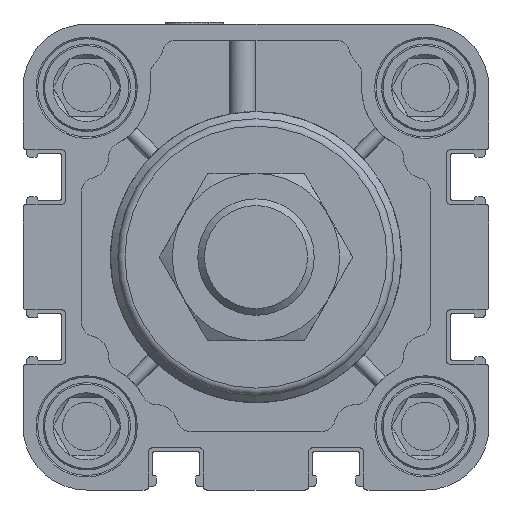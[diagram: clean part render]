
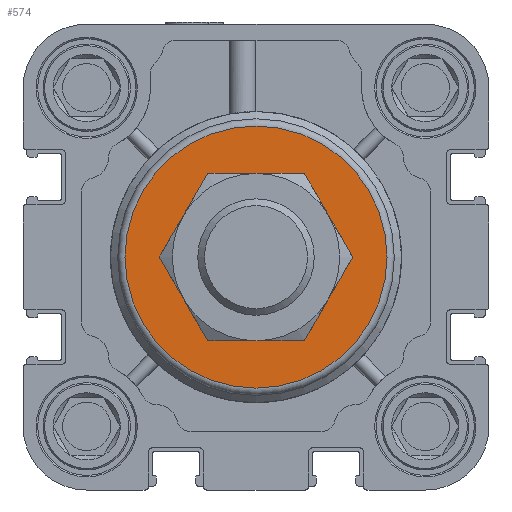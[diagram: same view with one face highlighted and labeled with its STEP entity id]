
A CAD part, left-side view. The second image highlights one B-rep face of the part: STEP entity #574.
In plain terms, the highlighted planar face has unit normal (-1, 0, 0).
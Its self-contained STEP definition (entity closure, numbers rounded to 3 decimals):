
#574 = ADVANCED_FACE( '', ( #1748, #1749 ), #1750, .F. );
#1748 = FACE_BOUND( '', #3231, .T. );
#1749 = FACE_OUTER_BOUND( '', #3232, .T. );
#1750 = PLANE( '', #3233 );
#3231 = EDGE_LOOP( '', ( #6608 ) );
#3232 = EDGE_LOOP( '', ( #6609 ) );
#3233 = AXIS2_PLACEMENT_3D( '', #6610, #6611, #6612 );
#6608 = ORIENTED_EDGE( '', *, *, #9728, .F. );
#6609 = ORIENTED_EDGE( '', *, *, #9729, .T. );
#6610 = CARTESIAN_POINT( '', ( -27., 0., 18. ) );
#6611 = DIRECTION( '', ( 1., 0., 0. ) );
#6612 = DIRECTION( '', ( 0., 0., -1. ) );
#9728 = EDGE_CURVE( '', #11960, #11960, #11961, .F. );
#9729 = EDGE_CURVE( '', #11962, #11962, #11963, .T. );
#11960 = VERTEX_POINT( '', #15491 );
#11961 = CIRCLE( '', #15492, 10. );
#11962 = VERTEX_POINT( '', #15493 );
#11963 = CIRCLE( '', #15494, 18. );
#15491 = CARTESIAN_POINT( '', ( -27., 0., -10. ) );
#15492 = AXIS2_PLACEMENT_3D( '', #18489, #18490, #18491 );
#15493 = CARTESIAN_POINT( '', ( -27., 0., 18. ) );
#15494 = AXIS2_PLACEMENT_3D( '', #18492, #18493, #18494 );
#18489 = CARTESIAN_POINT( '', ( -27., 0., 0. ) );
#18490 = DIRECTION( '', ( 1., 0., 0. ) );
#18491 = DIRECTION( '', ( 0., 0., -1. ) );
#18492 = CARTESIAN_POINT( '', ( -27., 0., 0. ) );
#18493 = DIRECTION( '', ( -1., 0., 0. ) );
#18494 = DIRECTION( '', ( 0., 0., 1. ) );
